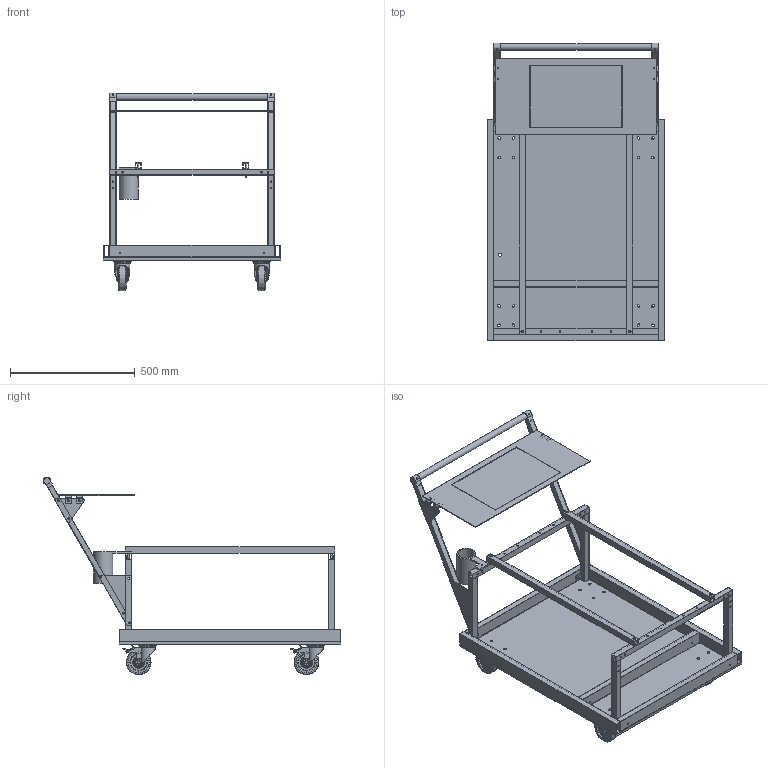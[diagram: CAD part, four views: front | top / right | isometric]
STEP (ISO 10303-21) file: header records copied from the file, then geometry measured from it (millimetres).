
FILE_DESCRIPTION(/* description */ (''),/* implementation_level */ '2;1');
FILE_NAME(/* name */ 'Master v13.step',/* time_stamp */ '2024-08-10T03:14:34-07:00',/* author */ (''),/* organization */ (''),/* preprocessor_version */ 'ST-DEVELOPER v20',/* originating_system */ 'Autodesk Translation Framework v13.14.0.145',/* authorisation */ '');
FILE_SCHEMA (('AUTOMOTIVE_DESIGN { 1 0 10303 214 3 1 1 }'));
Length unit declared in the file: inch
Products named in the file (44): Master; Robot Cart; Cart Base; Floor Part (with casters!); Floor; Casters; 27075T62_Easy-Roll Caster; Casters_1; 27075T62_Easy-Roll Caster_1; Casters_2; 27075T62_Easy-Roll Caster_2; Casters_3; 27075T62_Easy-Roll Caster_3; Component2; Component3; Component4; Component5; Component6; Component7; Base Tube Horiztonal; Base Tube Vertical; "light"; Upper Cart; Fun fun tube; Tray tube; External3; Verticle Tube Rear; Verticle Tube; Driver station; Side plate; Driver Station Support Tube; handle port; This is not an external component; Handle; Bracket; Water bottle holder; Simple Bracket; Bracket_1; Bracket_2; Bracket_3 ...
Assembly tree (81 placements, depth 8):
  Master
    Robot Cart
      Cart Base
        Floor Part (with casters!)
          Floor
            Casters
              27075T62_Easy-Roll Caster
                Component2
                Component3
                Component4
                Component5
                Component6
                Component7
            Casters_1
              27075T62_Easy-Roll Caster_1
                Component2
                Component3
                Component4
                Component5
                Component6
                Component7
            Casters_2
              27075T62_Easy-Roll Caster_2
                Component2
                Component3
                Component4
                Component5
                Component6
                Component7
            Casters_3
              27075T62_Easy-Roll Caster_3
                Component2
                Component3
                Component4
                Component5
                Component6
                Component7
        Base Tube Horiztonal  x3
        Base Tube Vertical  x2
        "light"
        Simple Bracket  x3
          Bracket_1
      Upper Cart
        Fun fun tube
          Tray tube  x2
          External3  x2
          Verticle Tube Rear  x2
          Verticle Tube  x2
        Driver station
          Side plate  x2
          Driver Station Support Tube  x2
          handle port  x2
          This is not an external component  x2
          Handle
          Bracket
            Bracket_5
        Water bottle holder
      Simple Bracket
        Bracket_1
    Bracket_2
Bounding box: 711.2 x 1193.51 x 792.86 mm (x, y, z)
Volume: 11252077.7 mm3; surface area: 4407136.3 mm2
Topology: 63 solids, 63 shells, 1777 faces, 4347 edges, 2754 vertices
Faces by surface type: plane 779, cylinder 612, torus 184, cone 148, bspline 38, sphere 16
Full cylindrical faces by diameter (mm): 2.388 x4, 4.496 x8, 6.35 x4, 6.477 x24, 6.604 x107, 8.125 x8, 9.36 x8, 9.652 x4, 11.375 x4, 12.7 x1, 18.6 x4, 25.349 x1, 25.4 x2, 27.432 x8, 40.158 x8, 63.5 x1, 76.2 x1, 83.236 x8
Entity records: 21392 total; most frequent: CARTESIAN_POINT 4609, DIRECTION 3476, ORIENTED_EDGE 3070, EDGE_CURVE 1535, AXIS2_PLACEMENT_3D 1294, VERTEX_POINT 988, LINE 888, VECTOR 888
